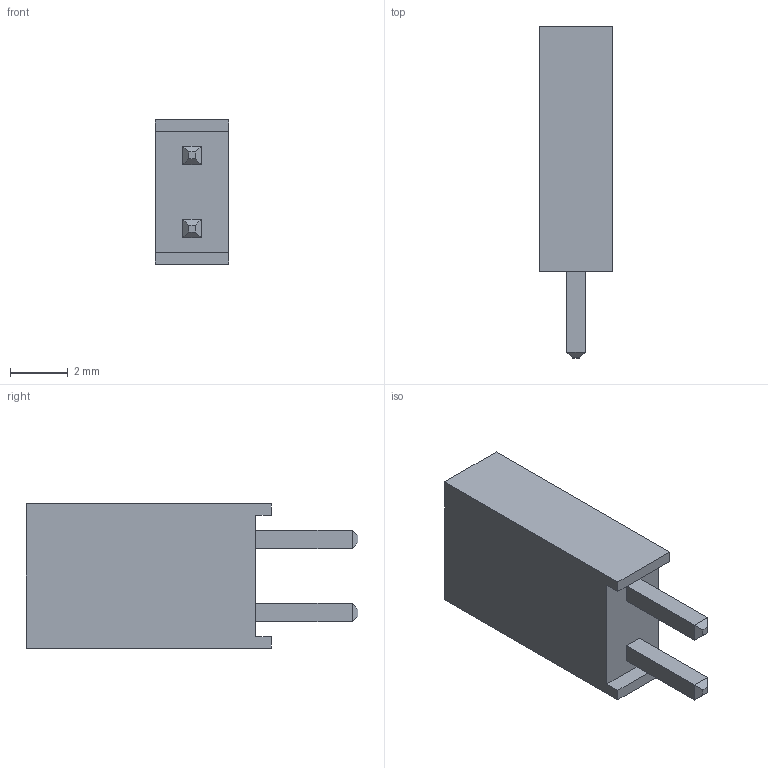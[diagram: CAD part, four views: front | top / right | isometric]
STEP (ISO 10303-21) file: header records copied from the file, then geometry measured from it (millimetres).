
FILE_DESCRIPTION (( 'STEP AP214' ), '1' );
FILE_NAME ('DS-1023-02.STEP', '2019-07-10T22:23:20', ( '' ), ( '' ), 'SwSTEP 2.0', 'SolidWorks 2018', '' );
FILE_SCHEMA (( 'AUTOMOTIVE_DESIGN' ));
Length unit declared in the file: millimetre
Products named in the file (1): DS-1023-02
Bounding box: 2.54 x 11.5 x 5 mm (x, y, z)
Volume: 100.5 mm3; surface area: 187.4 mm2
Topology: 1 solids, 1 shells, 46 faces, 104 edges, 64 vertices
Faces by surface type: plane 46
Entity records: 1780 total; most frequent: CARTESIAN_POINT 215, ORIENTED_EDGE 208, DIRECTION 198, EDGE_CURVE 104, LINE 104, VECTOR 104, VERTEX_POINT 64, EDGE_LOOP 50
